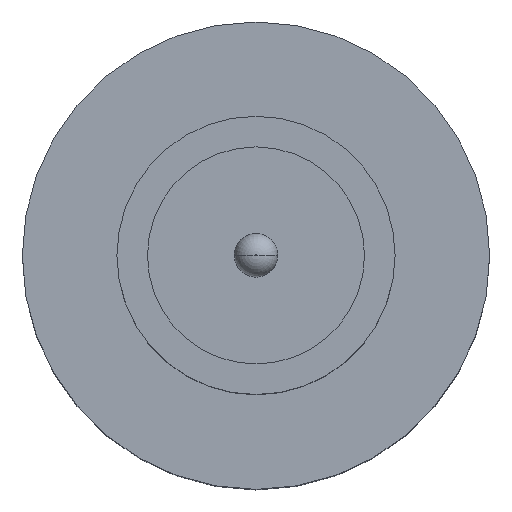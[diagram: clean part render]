
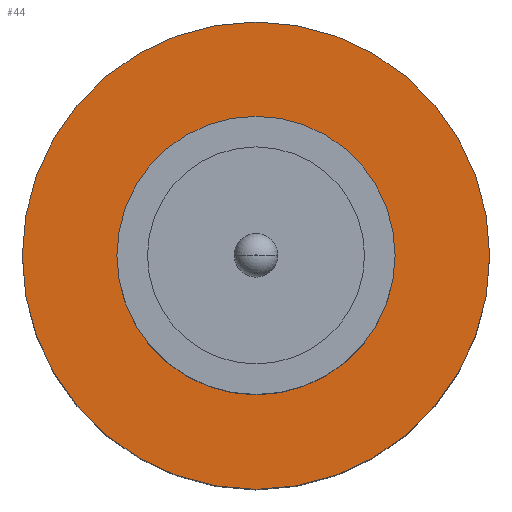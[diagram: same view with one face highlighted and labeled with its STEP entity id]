
A CAD part, top view. The second image highlights one B-rep face of the part: STEP entity #44.
In plain terms, the highlighted planar face has unit normal (0, 0, 1).
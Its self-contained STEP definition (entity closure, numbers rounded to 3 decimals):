
#15 = VERTEX_POINT ( 'NONE', #310 ) ;
#18 = DIRECTION ( 'NONE',  ( 1., 0., 0. ) ) ;
#37 = CIRCLE ( 'NONE', #528, 2.1 ) ;
#44 = ADVANCED_FACE ( 'NONE', ( #646, #318 ), #639, .T. ) ;
#63 = DIRECTION ( 'NONE',  ( 0., 0., 1. ) ) ;
#88 = EDGE_CURVE ( 'NONE', #751, #15, #37, .T. ) ;
#97 = CARTESIAN_POINT ( 'NONE',  ( 0., 0., 1.55 ) ) ;
#110 = EDGE_CURVE ( 'NONE', #15, #751, #402, .T. ) ;
#249 = DIRECTION ( 'NONE',  ( 1., 0., 0. ) ) ;
#284 = DIRECTION ( 'NONE',  ( 1., 0., 0. ) ) ;
#294 = VERTEX_POINT ( 'NONE', #801 ) ;
#310 = CARTESIAN_POINT ( 'NONE',  ( 2.1, 0., 1.55 ) ) ;
#318 = FACE_OUTER_BOUND ( 'NONE', #486, .T. ) ;
#324 = DIRECTION ( 'NONE',  ( 0., 0., 1. ) ) ;
#361 = CARTESIAN_POINT ( 'NONE',  ( -2.1, 0., 1.55 ) ) ;
#378 = DIRECTION ( 'NONE',  ( 0., 0., 1. ) ) ;
#402 = CIRCLE ( 'NONE', #604, 2.1 ) ;
#404 = ORIENTED_EDGE ( 'NONE', *, *, #846, .F. ) ;
#408 = EDGE_CURVE ( 'NONE', #626, #294, #936, .T. ) ;
#427 = AXIS2_PLACEMENT_3D ( 'NONE', #1004, #378, #18 ) ;
#456 = ORIENTED_EDGE ( 'NONE', *, *, #88, .T. ) ;
#486 = EDGE_LOOP ( 'NONE', ( #456, #630 ) ) ;
#528 = AXIS2_PLACEMENT_3D ( 'NONE', #701, #324, #871 ) ;
#604 = AXIS2_PLACEMENT_3D ( 'NONE', #97, #635, #249 ) ;
#626 = VERTEX_POINT ( 'NONE', #951 ) ;
#630 = ORIENTED_EDGE ( 'NONE', *, *, #110, .T. ) ;
#634 = CARTESIAN_POINT ( 'NONE',  ( 0., 0., 1.55 ) ) ;
#635 = DIRECTION ( 'NONE',  ( 0., 0., 1. ) ) ;
#639 = PLANE ( 'NONE',  #897 ) ;
#646 = FACE_BOUND ( 'NONE', #926, .T. ) ;
#701 = CARTESIAN_POINT ( 'NONE',  ( 0., 0., 1.55 ) ) ;
#714 = DIRECTION ( 'NONE',  ( 1., 0., 0. ) ) ;
#747 = ORIENTED_EDGE ( 'NONE', *, *, #408, .F. ) ;
#751 = VERTEX_POINT ( 'NONE', #361 ) ;
#801 = CARTESIAN_POINT ( 'NONE',  ( 1.25, 0., 1.55 ) ) ;
#846 = EDGE_CURVE ( 'NONE', #294, #626, #863, .T. ) ;
#863 = CIRCLE ( 'NONE', #948, 1.25 ) ;
#871 = DIRECTION ( 'NONE',  ( 1., 0., 0. ) ) ;
#873 = DIRECTION ( 'NONE',  ( 0., 0., 1. ) ) ;
#897 = AXIS2_PLACEMENT_3D ( 'NONE', #634, #873, #714 ) ;
#898 = CARTESIAN_POINT ( 'NONE',  ( 0., 0., 1.55 ) ) ;
#926 = EDGE_LOOP ( 'NONE', ( #404, #747 ) ) ;
#936 = CIRCLE ( 'NONE', #427, 1.25 ) ;
#948 = AXIS2_PLACEMENT_3D ( 'NONE', #898, #63, #284 ) ;
#951 = CARTESIAN_POINT ( 'NONE',  ( -1.25, 0., 1.55 ) ) ;
#1004 = CARTESIAN_POINT ( 'NONE',  ( 0., 0., 1.55 ) ) ;
